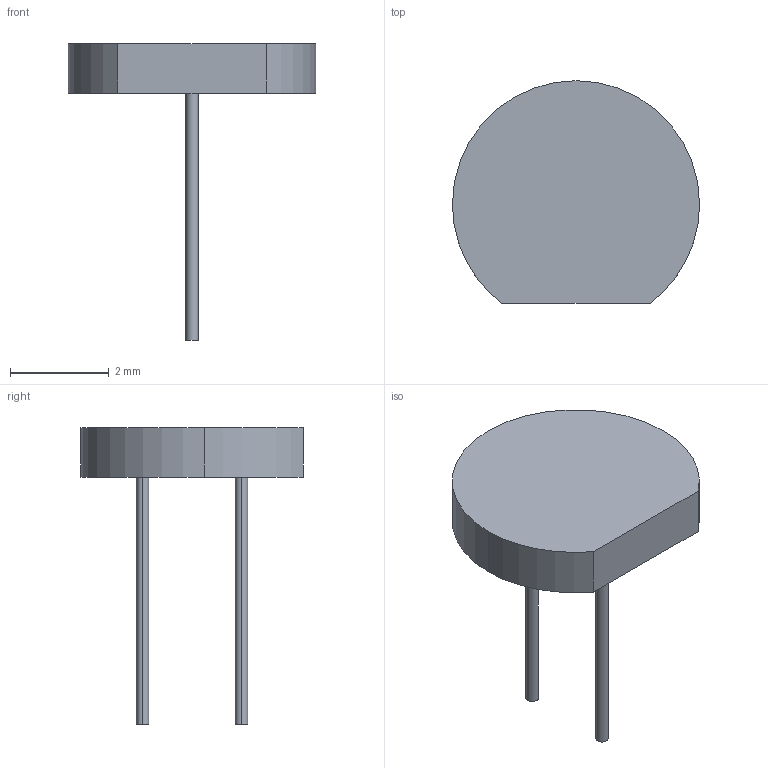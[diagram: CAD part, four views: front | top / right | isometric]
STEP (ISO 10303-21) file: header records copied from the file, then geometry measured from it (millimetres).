
FILE_DESCRIPTION (( 'STEP AP214' ), '1' );
FILE_NAME ('User Library-5mmPhotoResistor.STEP', '2015-02-11T15:07:28', ( 'Windows User' ), ( '' ), 'SwSTEP 2.0', 'SolidWorks 2015', '' );
FILE_SCHEMA (( 'AUTOMOTIVE_DESIGN' ));
Length unit declared in the file: millimetre
Products named in the file (1): User Library-5mmPhotoResistor
Bounding box: 5 x 4.5 x 6 mm (x, y, z)
Volume: 19.1 mm3; surface area: 60.6 mm2
Topology: 1 solids, 1 shells, 12 faces, 24 edges, 16 vertices
Faces by surface type: cylinder 7, plane 5
Entity records: 488 total; most frequent: DIRECTION 64, CARTESIAN_POINT 53, ORIENTED_EDGE 48, AXIS2_PLACEMENT_3D 27, EDGE_CURVE 24, VERTEX_POINT 16, UNCERTAINTY_MEASURE_WITH_UNIT 15, SURFACE_STYLE_FILL_AREA 14
